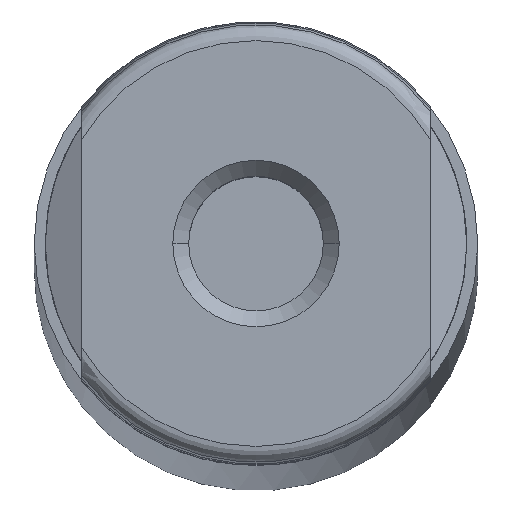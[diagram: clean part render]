
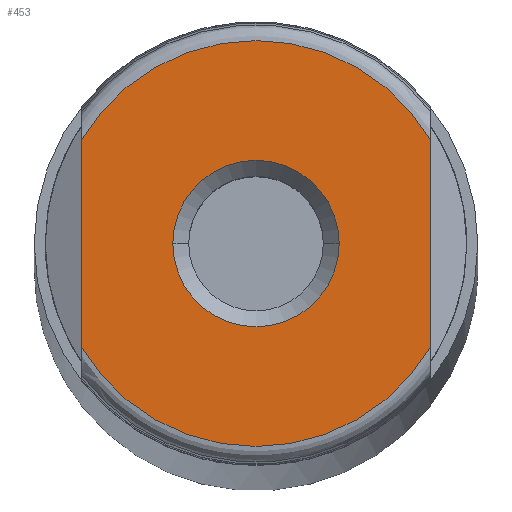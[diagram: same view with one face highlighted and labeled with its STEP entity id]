
A CAD part, top view. The second image highlights one B-rep face of the part: STEP entity #453.
In plain terms, the highlighted planar face has unit normal (0, 0, 1).
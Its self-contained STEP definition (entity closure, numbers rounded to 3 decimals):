
#2 = EDGE_CURVE ( 'NONE', #609, #1255, #1243, .T. ) ;
#26 = EDGE_LOOP ( 'NONE', ( #1236, #837, #358, #366 ) ) ;
#27 = DIRECTION ( 'NONE',  ( 1., 0., 0. ) ) ;
#61 = CARTESIAN_POINT ( 'NONE',  ( 11., -6.56, 0. ) ) ;
#84 = VERTEX_POINT ( 'NONE', #816 ) ;
#88 = CARTESIAN_POINT ( 'NONE',  ( 11., -14., 0. ) ) ;
#130 = DIRECTION ( 'NONE',  ( 0., 1., 0. ) ) ;
#252 = DIRECTION ( 'NONE',  ( 0., 0., 1. ) ) ;
#272 = CARTESIAN_POINT ( 'NONE',  ( -11., -6.56, 0. ) ) ;
#317 = CIRCLE ( 'NONE', #1033, 12.808 ) ;
#330 = VECTOR ( 'NONE', #832, 1000. ) ;
#340 = EDGE_LOOP ( 'NONE', ( #564, #1131 ) ) ;
#358 = ORIENTED_EDGE ( 'NONE', *, *, #1368, .T. ) ;
#364 = DIRECTION ( 'NONE',  ( 0., 0., 1. ) ) ;
#366 = ORIENTED_EDGE ( 'NONE', *, *, #450, .F. ) ;
#368 = CARTESIAN_POINT ( 'NONE',  ( 0., 0., 0. ) ) ;
#427 = EDGE_CURVE ( 'NONE', #84, #526, #996, .T. ) ;
#444 = AXIS2_PLACEMENT_3D ( 'NONE', #981, #1297, #958 ) ;
#450 = EDGE_CURVE ( 'NONE', #609, #757, #1195, .T. ) ;
#453 = ADVANCED_FACE ( 'NONE', ( #768, #664 ), #538, .F. ) ;
#456 = DIRECTION ( 'NONE',  ( 0., 0., 1. ) ) ;
#459 = DIRECTION ( 'NONE',  ( 1., 0., 0. ) ) ;
#487 = CIRCLE ( 'NONE', #817, 5.25 ) ;
#526 = VERTEX_POINT ( 'NONE', #678 ) ;
#538 = PLANE ( 'NONE',  #444 ) ;
#564 = ORIENTED_EDGE ( 'NONE', *, *, #427, .F. ) ;
#581 = EDGE_CURVE ( 'NONE', #526, #84, #487, .T. ) ;
#600 = CARTESIAN_POINT ( 'NONE',  ( -11., 6.56, 0. ) ) ;
#609 = VERTEX_POINT ( 'NONE', #272 ) ;
#614 = CARTESIAN_POINT ( 'NONE',  ( 11., 6.56, 0. ) ) ;
#643 = CARTESIAN_POINT ( 'NONE',  ( -11., -14., 0. ) ) ;
#664 = FACE_OUTER_BOUND ( 'NONE', #26, .T. ) ;
#678 = CARTESIAN_POINT ( 'NONE',  ( -5.25, 0., 0. ) ) ;
#727 = EDGE_CURVE ( 'NONE', #1255, #886, #1278, .T. ) ;
#757 = VERTEX_POINT ( 'NONE', #600 ) ;
#768 = FACE_BOUND ( 'NONE', #340, .T. ) ;
#816 = CARTESIAN_POINT ( 'NONE',  ( 5.25, 0., 0. ) ) ;
#817 = AXIS2_PLACEMENT_3D ( 'NONE', #368, #364, #459 ) ;
#832 = DIRECTION ( 'NONE',  ( 0., 1., 0. ) ) ;
#837 = ORIENTED_EDGE ( 'NONE', *, *, #727, .T. ) ;
#850 = DIRECTION ( 'NONE',  ( 1., 0., 0. ) ) ;
#879 = VECTOR ( 'NONE', #130, 1000. ) ;
#886 = VERTEX_POINT ( 'NONE', #614 ) ;
#958 = DIRECTION ( 'NONE',  ( -1., 0., 0. ) ) ;
#977 = CARTESIAN_POINT ( 'NONE',  ( 0., 0., 0. ) ) ;
#981 = CARTESIAN_POINT ( 'NONE',  ( 0., 0., 0. ) ) ;
#990 = DIRECTION ( 'NONE',  ( 0., 0., 1. ) ) ;
#996 = CIRCLE ( 'NONE', #1364, 5.25 ) ;
#1033 = AXIS2_PLACEMENT_3D ( 'NONE', #977, #990, #27 ) ;
#1095 = AXIS2_PLACEMENT_3D ( 'NONE', #1104, #456, #1149 ) ;
#1104 = CARTESIAN_POINT ( 'NONE',  ( 0., 0., 0. ) ) ;
#1131 = ORIENTED_EDGE ( 'NONE', *, *, #581, .F. ) ;
#1149 = DIRECTION ( 'NONE',  ( 1., 0., 0. ) ) ;
#1194 = CARTESIAN_POINT ( 'NONE',  ( 0., 0., 0. ) ) ;
#1195 = LINE ( 'NONE', #643, #879 ) ;
#1236 = ORIENTED_EDGE ( 'NONE', *, *, #2, .T. ) ;
#1243 = CIRCLE ( 'NONE', #1095, 12.808 ) ;
#1255 = VERTEX_POINT ( 'NONE', #61 ) ;
#1278 = LINE ( 'NONE', #88, #330 ) ;
#1297 = DIRECTION ( 'NONE',  ( 0., 0., -1. ) ) ;
#1364 = AXIS2_PLACEMENT_3D ( 'NONE', #1194, #252, #850 ) ;
#1368 = EDGE_CURVE ( 'NONE', #886, #757, #317, .T. ) ;
